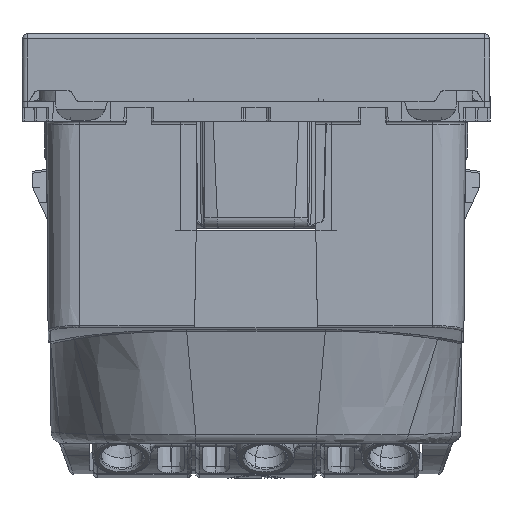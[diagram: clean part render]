
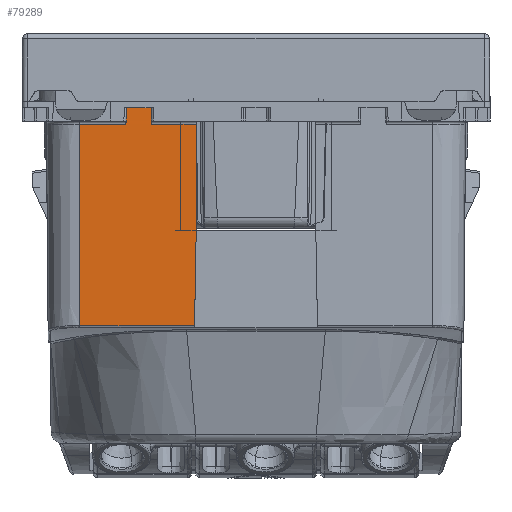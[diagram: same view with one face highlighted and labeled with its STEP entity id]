
A CAD part, front view. The second image highlights one B-rep face of the part: STEP entity #79289.
In plain terms, the highlighted planar face has unit normal (0, -1, -0.008).
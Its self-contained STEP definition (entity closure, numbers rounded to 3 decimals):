
#79211=AXIS2_PLACEMENT_3D('Plane Axis2P3D',#79208,#79209,#79210) ;
#49264=CARTESIAN_POINT('Vertex',(-16.95,-132.746,-19.559)) ;
#49267=CARTESIAN_POINT('Line Origine',(-16.95,-132.821,-10.023)) ;
#49271=CARTESIAN_POINT('Vertex',(-16.95,-132.898,-0.198)) ;
#79208=CARTESIAN_POINT('Axis2P3D Location',(0.,-132.9,0.)) ;
#79214=CARTESIAN_POINT('Control Point',(-10.052,-132.901,0.1)) ;
#79215=CARTESIAN_POINT('Control Point',(-10.075,-132.911,1.4)) ;
#79216=CARTESIAN_POINT('Vertex',(-10.075,-132.911,1.4)) ;
#79218=CARTESIAN_POINT('Vertex',(-10.052,-132.9,0.1)) ;
#79221=CARTESIAN_POINT('Line Origine',(0.,-132.911,1.4)) ;
#79225=CARTESIAN_POINT('Vertex',(-12.475,-132.911,1.4)) ;
#79229=CARTESIAN_POINT('Control Point',(-12.498,-132.901,0.1)) ;
#79230=CARTESIAN_POINT('Control Point',(-12.475,-132.911,1.4)) ;
#79231=CARTESIAN_POINT('Vertex',(-12.498,-132.9,0.1)) ;
#79235=CARTESIAN_POINT('Control Point',(-12.498,-132.901,0.1)) ;
#79236=CARTESIAN_POINT('Control Point',(-12.503,-132.898,-0.198)) ;
#79237=CARTESIAN_POINT('Vertex',(-12.503,-132.898,-0.198)) ;
#79240=CARTESIAN_POINT('Line Origine',(0.,-132.898,-0.198)) ;
#79245=CARTESIAN_POINT('Line Origine',(0.,-132.746,-19.559)) ;
#79249=CARTESIAN_POINT('Vertex',(-5.909,-132.746,-19.559)) ;
#79253=CARTESIAN_POINT('Control Point',(-5.75,-132.818,-10.45)) ;
#79254=CARTESIAN_POINT('Control Point',(-5.909,-132.746,-19.559)) ;
#79255=CARTESIAN_POINT('Vertex',(-5.75,-132.818,-10.45)) ;
#79258=CARTESIAN_POINT('Line Origine',(-5.75,-132.828,-9.165)) ;
#79262=CARTESIAN_POINT('Vertex',(-5.75,-132.898,-0.198)) ;
#79265=CARTESIAN_POINT('Line Origine',(0.,-132.898,-0.198)) ;
#79269=CARTESIAN_POINT('Vertex',(-10.047,-132.898,-0.198)) ;
#79273=CARTESIAN_POINT('Control Point',(-10.052,-132.901,0.1)) ;
#79274=CARTESIAN_POINT('Control Point',(-10.047,-132.898,-0.198)) ;
#49268=DIRECTION('Vector Direction',(0.,-0.008,1.)) ;
#79209=DIRECTION('Axis2P3D Direction',(0.,-1.,-0.008)) ;
#79210=DIRECTION('Axis2P3D XDirection',(1.,0.,0.)) ;
#79222=DIRECTION('Vector Direction',(1.,0.,0.)) ;
#79241=DIRECTION('Vector Direction',(1.,0.,0.)) ;
#79246=DIRECTION('Vector Direction',(1.,0.,0.)) ;
#79259=DIRECTION('Vector Direction',(0.,-0.008,1.)) ;
#79266=DIRECTION('Vector Direction',(1.,0.,0.)) ;
#49269=VECTOR('Line Direction',#49268,1.) ;
#79223=VECTOR('Line Direction',#79222,1.) ;
#79242=VECTOR('Line Direction',#79241,1.) ;
#79247=VECTOR('Line Direction',#79246,1.) ;
#79260=VECTOR('Line Direction',#79259,1.) ;
#79267=VECTOR('Line Direction',#79266,1.) ;
#79277=ORIENTED_EDGE('',*,*,#79220,.F.) ;
#79278=ORIENTED_EDGE('',*,*,#79227,.F.) ;
#79279=ORIENTED_EDGE('',*,*,#79233,.F.) ;
#79280=ORIENTED_EDGE('',*,*,#79239,.T.) ;
#79281=ORIENTED_EDGE('',*,*,#79244,.T.) ;
#79282=ORIENTED_EDGE('',*,*,#49273,.T.) ;
#79283=ORIENTED_EDGE('',*,*,#79251,.F.) ;
#79284=ORIENTED_EDGE('',*,*,#79257,.T.) ;
#79285=ORIENTED_EDGE('',*,*,#79264,.F.) ;
#79286=ORIENTED_EDGE('',*,*,#79271,.T.) ;
#79287=ORIENTED_EDGE('',*,*,#79275,.T.) ;
#79289=ADVANCED_FACE('13754-MOD-1.1\\socle',(#79288),#79212,.T.) ;
#79213=B_SPLINE_CURVE_WITH_KNOTS('',1,(#79214,#79215),.UNSPECIFIED.,.F.,.U.,(2,2),(-0.65,0.65),.UNSPECIFIED.) ;
#79228=B_SPLINE_CURVE_WITH_KNOTS('',1,(#79229,#79230),.UNSPECIFIED.,.F.,.U.,(2,2),(-0.65,0.65),.UNSPECIFIED.) ;
#79234=B_SPLINE_CURVE_WITH_KNOTS('',1,(#79235,#79236),.UNSPECIFIED.,.F.,.U.,(2,2),(-0.149,0.149),.UNSPECIFIED.) ;
#79252=B_SPLINE_CURVE_WITH_KNOTS('',1,(#79253,#79254),.UNSPECIFIED.,.F.,.U.,(2,2),(-4.555,4.555),.UNSPECIFIED.) ;
#79272=B_SPLINE_CURVE_WITH_KNOTS('',1,(#79273,#79274),.UNSPECIFIED.,.F.,.U.,(2,2),(-0.149,0.149),.UNSPECIFIED.) ;
#49273=EDGE_CURVE('',#49272,#49265,#49270,.F.) ;
#79220=EDGE_CURVE('',#79217,#79219,#79213,.F.) ;
#79227=EDGE_CURVE('',#79226,#79217,#79224,.T.) ;
#79233=EDGE_CURVE('',#79232,#79226,#79228,.T.) ;
#79239=EDGE_CURVE('',#79232,#79238,#79234,.T.) ;
#79244=EDGE_CURVE('',#79238,#49272,#79243,.F.) ;
#79251=EDGE_CURVE('',#79250,#49265,#79248,.F.) ;
#79257=EDGE_CURVE('',#79250,#79256,#79252,.F.) ;
#79264=EDGE_CURVE('',#79263,#79256,#79261,.F.) ;
#79271=EDGE_CURVE('',#79263,#79270,#79268,.F.) ;
#79275=EDGE_CURVE('',#79270,#79219,#79272,.F.) ;
#79276=EDGE_LOOP('',(#79277,#79278,#79279,#79280,#79281,#79282,#79283,#79284,#79285,#79286,#79287)) ;
#79288=FACE_OUTER_BOUND('',#79276,.T.) ;
#49270=LINE('Line',#49267,#49269) ;
#79224=LINE('Line',#79221,#79223) ;
#79243=LINE('Line',#79240,#79242) ;
#79248=LINE('Line',#79245,#79247) ;
#79261=LINE('Line',#79258,#79260) ;
#79268=LINE('Line',#79265,#79267) ;
#79212=PLANE('',#79211) ;
#49265=VERTEX_POINT('',#49264) ;
#49272=VERTEX_POINT('',#49271) ;
#79217=VERTEX_POINT('',#79216) ;
#79219=VERTEX_POINT('',#79218) ;
#79226=VERTEX_POINT('',#79225) ;
#79232=VERTEX_POINT('',#79231) ;
#79238=VERTEX_POINT('',#79237) ;
#79250=VERTEX_POINT('',#79249) ;
#79256=VERTEX_POINT('',#79255) ;
#79263=VERTEX_POINT('',#79262) ;
#79270=VERTEX_POINT('',#79269) ;
